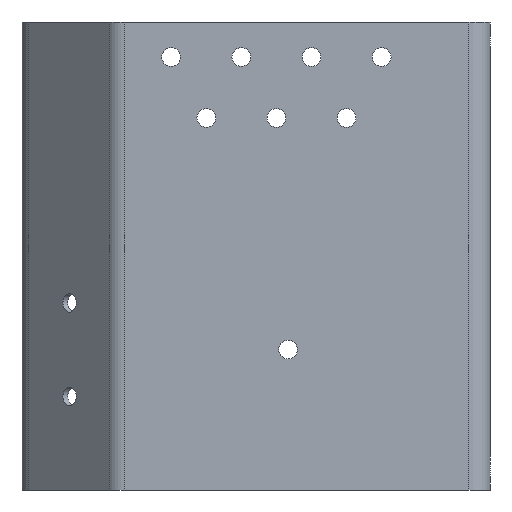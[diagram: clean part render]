
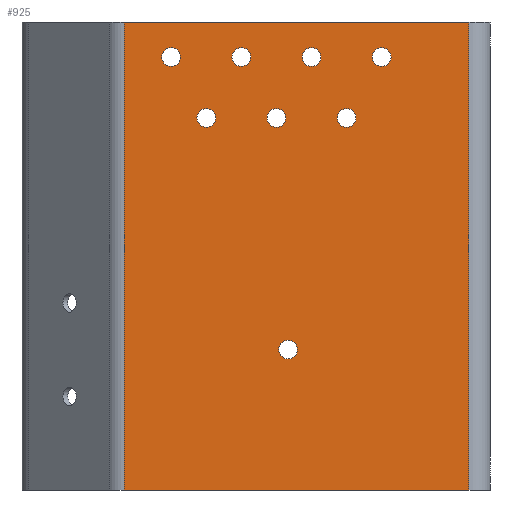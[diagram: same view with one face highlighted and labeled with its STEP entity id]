
A CAD part, front view. The second image highlights one B-rep face of the part: STEP entity #925.
In plain terms, the highlighted planar face has unit normal (0, -1, 0).
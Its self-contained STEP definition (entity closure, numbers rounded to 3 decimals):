
#49=FACE_BOUND('',#190,.T.);
#50=FACE_BOUND('',#191,.T.);
#51=FACE_BOUND('',#192,.T.);
#52=FACE_BOUND('',#193,.T.);
#53=FACE_BOUND('',#194,.T.);
#54=FACE_BOUND('',#195,.T.);
#55=FACE_BOUND('',#196,.T.);
#56=FACE_BOUND('',#197,.T.);
#69=PLANE('',#1053);
#111=FACE_OUTER_BOUND('',#189,.T.);
#189=EDGE_LOOP('',(#827,#828,#829,#830));
#190=EDGE_LOOP('',(#831));
#191=EDGE_LOOP('',(#832));
#192=EDGE_LOOP('',(#833));
#193=EDGE_LOOP('',(#834));
#194=EDGE_LOOP('',(#835));
#195=EDGE_LOOP('',(#836));
#196=EDGE_LOOP('',(#837));
#197=EDGE_LOOP('',(#838));
#234=LINE('',#1505,#296);
#242=LINE('',#1529,#304);
#261=LINE('',#1584,#323);
#262=LINE('',#1586,#324);
#296=VECTOR('',#1240,10.);
#304=VECTOR('',#1262,10.);
#323=VECTOR('',#1325,10.);
#324=VECTOR('',#1328,10.);
#352=CIRCLE('',#987,2.);
#354=CIRCLE('',#990,2.);
#356=CIRCLE('',#993,2.);
#358=CIRCLE('',#996,2.);
#360=CIRCLE('',#999,2.);
#362=CIRCLE('',#1002,2.);
#364=CIRCLE('',#1005,2.);
#366=CIRCLE('',#1008,2.);
#416=VERTEX_POINT('',#1413);
#418=VERTEX_POINT('',#1419);
#420=VERTEX_POINT('',#1425);
#422=VERTEX_POINT('',#1431);
#424=VERTEX_POINT('',#1437);
#426=VERTEX_POINT('',#1443);
#428=VERTEX_POINT('',#1449);
#430=VERTEX_POINT('',#1455);
#450=VERTEX_POINT('',#1502);
#451=VERTEX_POINT('',#1504);
#459=VERTEX_POINT('',#1526);
#460=VERTEX_POINT('',#1528);
#513=EDGE_CURVE('',#416,#416,#352,.T.);
#516=EDGE_CURVE('',#418,#418,#354,.T.);
#519=EDGE_CURVE('',#420,#420,#356,.T.);
#522=EDGE_CURVE('',#422,#422,#358,.T.);
#525=EDGE_CURVE('',#424,#424,#360,.T.);
#528=EDGE_CURVE('',#426,#426,#362,.T.);
#531=EDGE_CURVE('',#428,#428,#364,.T.);
#534=EDGE_CURVE('',#430,#430,#366,.T.);
#557=EDGE_CURVE('',#450,#451,#234,.T.);
#569=EDGE_CURVE('',#459,#460,#242,.T.);
#597=EDGE_CURVE('',#459,#451,#261,.T.);
#598=EDGE_CURVE('',#460,#450,#262,.T.);
#827=ORIENTED_EDGE('',*,*,#597,.T.);
#828=ORIENTED_EDGE('',*,*,#557,.F.);
#829=ORIENTED_EDGE('',*,*,#598,.F.);
#830=ORIENTED_EDGE('',*,*,#569,.F.);
#831=ORIENTED_EDGE('',*,*,#513,.T.);
#832=ORIENTED_EDGE('',*,*,#516,.T.);
#833=ORIENTED_EDGE('',*,*,#519,.T.);
#834=ORIENTED_EDGE('',*,*,#522,.T.);
#835=ORIENTED_EDGE('',*,*,#525,.T.);
#836=ORIENTED_EDGE('',*,*,#528,.T.);
#837=ORIENTED_EDGE('',*,*,#531,.T.);
#838=ORIENTED_EDGE('',*,*,#534,.T.);
#925=ADVANCED_FACE('',(#111,#49,#50,#51,#52,#53,#54,#55,#56),#69,.T.);
#987=AXIS2_PLACEMENT_3D('',#1415,#1148,#1149);
#990=AXIS2_PLACEMENT_3D('',#1421,#1155,#1156);
#993=AXIS2_PLACEMENT_3D('',#1427,#1162,#1163);
#996=AXIS2_PLACEMENT_3D('',#1433,#1169,#1170);
#999=AXIS2_PLACEMENT_3D('',#1439,#1176,#1177);
#1002=AXIS2_PLACEMENT_3D('',#1445,#1183,#1184);
#1005=AXIS2_PLACEMENT_3D('',#1451,#1190,#1191);
#1008=AXIS2_PLACEMENT_3D('',#1457,#1197,#1198);
#1053=AXIS2_PLACEMENT_3D('',#1585,#1326,#1327);
#1148=DIRECTION('center_axis',(0.,1.,0.));
#1149=DIRECTION('ref_axis',(1.,0.,0.));
#1155=DIRECTION('center_axis',(0.,1.,0.));
#1156=DIRECTION('ref_axis',(1.,0.,0.));
#1162=DIRECTION('center_axis',(0.,1.,0.));
#1163=DIRECTION('ref_axis',(1.,0.,0.));
#1169=DIRECTION('center_axis',(0.,1.,0.));
#1170=DIRECTION('ref_axis',(1.,0.,0.));
#1176=DIRECTION('center_axis',(0.,1.,0.));
#1177=DIRECTION('ref_axis',(1.,0.,0.));
#1183=DIRECTION('center_axis',(0.,1.,0.));
#1184=DIRECTION('ref_axis',(1.,0.,0.));
#1190=DIRECTION('center_axis',(0.,1.,0.));
#1191=DIRECTION('ref_axis',(1.,0.,0.));
#1197=DIRECTION('center_axis',(0.,1.,0.));
#1198=DIRECTION('ref_axis',(1.,0.,0.));
#1240=DIRECTION('',(1.,0.,0.));
#1262=DIRECTION('',(-1.,0.,0.));
#1325=DIRECTION('',(0.,0.,1.));
#1326=DIRECTION('center_axis',(0.,-1.,0.));
#1327=DIRECTION('ref_axis',(1.,0.,0.));
#1328=DIRECTION('',(0.,0.,1.));
#1413=CARTESIAN_POINT('',(-4.212,1.556,-20.));
#1415=CARTESIAN_POINT('Origin',(-2.212,1.556,-20.));
#1419=CARTESIAN_POINT('',(8.288,1.556,29.51));
#1421=CARTESIAN_POINT('Origin',(10.288,1.556,29.51));
#1425=CARTESIAN_POINT('',(-6.712,1.556,29.51));
#1427=CARTESIAN_POINT('Origin',(-4.712,1.556,29.51));
#1431=CARTESIAN_POINT('',(-21.712,1.556,29.51));
#1433=CARTESIAN_POINT('Origin',(-19.712,1.556,29.51));
#1437=CARTESIAN_POINT('',(15.788,1.556,42.5));
#1439=CARTESIAN_POINT('Origin',(17.788,1.556,42.5));
#1443=CARTESIAN_POINT('',(0.788,1.556,42.5));
#1445=CARTESIAN_POINT('Origin',(2.788,1.556,42.5));
#1449=CARTESIAN_POINT('',(-14.212,1.556,42.5));
#1451=CARTESIAN_POINT('Origin',(-12.212,1.556,42.5));
#1455=CARTESIAN_POINT('',(-29.212,1.556,42.5));
#1457=CARTESIAN_POINT('Origin',(-27.212,1.556,42.5));
#1502=CARTESIAN_POINT('',(-37.212,1.556,50.));
#1504=CARTESIAN_POINT('',(36.424,1.556,50.));
#1505=CARTESIAN_POINT('',(-37.212,1.556,50.));
#1526=CARTESIAN_POINT('',(36.424,1.556,-50.));
#1528=CARTESIAN_POINT('',(-37.212,1.556,-50.));
#1529=CARTESIAN_POINT('',(-37.212,1.556,-50.));
#1584=CARTESIAN_POINT('',(36.424,1.556,0.));
#1585=CARTESIAN_POINT('Origin',(-37.212,1.556,0.));
#1586=CARTESIAN_POINT('',(-37.212,1.556,0.));
